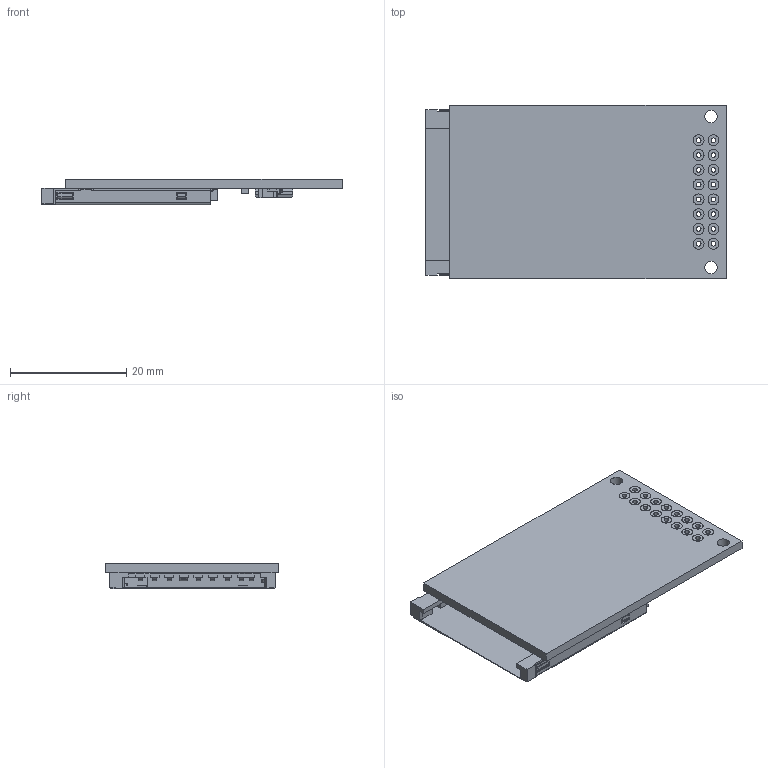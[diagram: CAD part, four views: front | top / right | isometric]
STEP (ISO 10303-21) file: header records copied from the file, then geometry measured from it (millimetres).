
FILE_DESCRIPTION(/* description */ ('Unknown'),/* implementation_level */ '2;1');
FILE_NAME(/* name */ 'SD Card Module - 1',/* time_stamp */ '2020-09-14T23:54:39-04:00',/* author */ ('Unknown'),/* organization */ ('Unknown'),/* preprocessor_version */ 'ST-DEVELOPER v16.7',/* originating_system */ 'Solid Edge',/* authorisation */ 'Unknown');
FILE_SCHEMA (('AUTOMOTIVE_DESIGN {1 0 10303 214 3 1 1}'));
Length unit declared in the file: millimetre
Products named in the file (7): SD Card Module - 1; 10067847-001RLF; Board; 0805 Resistor; SOT223-3; 1206 Capacitor; 0805 Capacitor
Assembly tree (11 placements, depth 2):
  SD Card Module - 1
    10067847-001RLF
    Board
    0805 Resistor  x4
    SOT223-3
    1206 Capacitor  x2
    0805 Capacitor  x2
Bounding box: 51.61 x 29.84 x 4.37 mm (x, y, z)
Volume: 3006.9 mm3; surface area: 6647.7 mm2
Topology: 15 solids, 35 shells, 1493 faces, 3730 edges, 2473 vertices
Faces by surface type: plane 1143, cylinder 188, bspline 162
Full cylindrical faces by diameter (mm): 0.813 x16, 1.4 x1, 1.854 x32, 2.108 x2
Entity records: 54193 total; most frequent: CARTESIAN_POINT 15111, ORIENTED_EDGE 6596, DIRECTION 5106, EDGE_CURVE 3298, VERTEX_POINT 2233, LINE 2032, VECTOR 2032, EDGE_LOOP 1607
